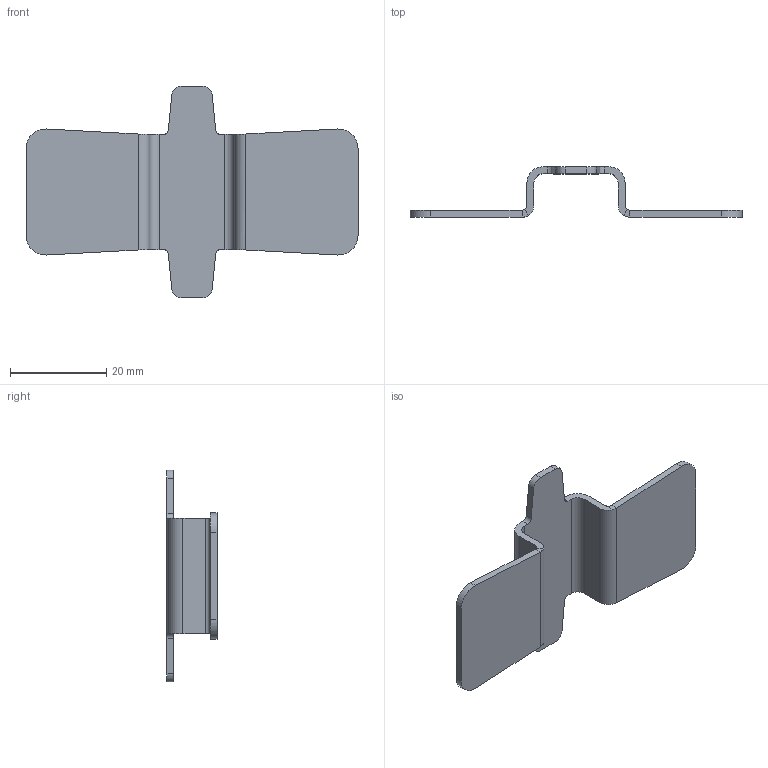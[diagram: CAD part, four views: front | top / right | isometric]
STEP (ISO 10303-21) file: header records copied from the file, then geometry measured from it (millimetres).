
FILE_DESCRIPTION((''),'2;1');
FILE_NAME('6016545','2012-09-25T',('AndreasKeweloh'),(''),'PRO/ENGINEER BY PARAMETRIC TECHNOLOGY CORPORATION, 2012230','PRO/ENGINEER BY PARAMETRIC TECHNOLOGY CORPORATION, 2012230','');
FILE_SCHEMA(('CONFIG_CONTROL_DESIGN'));
Length unit declared in the file: millimetre
Products named in the file (1): 6016545
Bounding box: 69 x 10.45 x 44 mm (x, y, z)
Volume: 3215.5 mm3; surface area: 4844 mm2
Topology: 1 solids, 1 shells, 146 faces, 385 edges, 254 vertices
Faces by surface type: plane 64, extrusion 58, cylinder 20, bspline 4
Entity records: 6830 total; most frequent: CARTESIAN_POINT 3392, ORIENTED_EDGE 770, DIRECTION 527, EDGE_CURVE 385, VECTOR 279, VERTEX_POINT 254, LINE 221, B_SPLINE_CURVE_WITH_KNOTS 182
